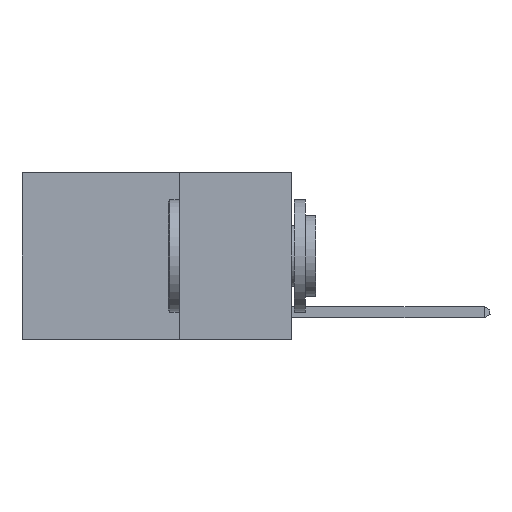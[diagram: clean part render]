
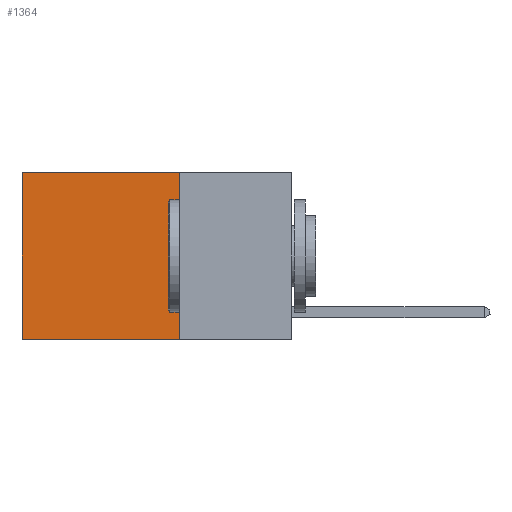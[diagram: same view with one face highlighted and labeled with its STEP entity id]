
A CAD part, left-side view. The second image highlights one B-rep face of the part: STEP entity #1364.
In plain terms, the highlighted planar face has unit normal (-1, 0, 0).
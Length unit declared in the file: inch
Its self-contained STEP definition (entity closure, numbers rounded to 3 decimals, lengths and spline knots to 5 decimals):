
#109 = AXIS2_PLACEMENT_3D ( 'NONE', #5035, #13920, #3854 ) ;
#383 = ORIENTED_EDGE ( 'NONE', *, *, #2179, .F. ) ;
#1054 = CARTESIAN_POINT ( 'NONE',  ( 0.2625, 0.25, -0.37 ) ) ;
#1181 = PLANE ( 'NONE',  #109 ) ;
#1364 = ADVANCED_FACE ( 'NONE', ( #3938 ), #1181, .F. ) ;
#1485 = VECTOR ( 'NONE', #16252, 39.37008 ) ;
#1725 = EDGE_CURVE ( 'NONE', #11177, #5276, #8428, .T. ) ;
#1762 = VERTEX_POINT ( 'NONE', #12075 ) ;
#2137 = DIRECTION ( 'NONE',  ( 0., 1., 0. ) ) ;
#2179 = EDGE_CURVE ( 'NONE', #11183, #5276, #4811, .T. ) ;
#3047 = CARTESIAN_POINT ( 'NONE',  ( 0.2625, 0.25, 0. ) ) ;
#3854 = DIRECTION ( 'NONE',  ( 0., 0., -1. ) ) ;
#3938 = FACE_OUTER_BOUND ( 'NONE', #9392, .T. ) ;
#4811 = LINE ( 'NONE', #1054, #10234 ) ;
#5035 = CARTESIAN_POINT ( 'NONE',  ( 0.2625, 0.25, 0. ) ) ;
#5276 = VERTEX_POINT ( 'NONE', #6103 ) ;
#5319 = EDGE_CURVE ( 'NONE', #1762, #11183, #7525, .T. ) ;
#5442 = ORIENTED_EDGE ( 'NONE', *, *, #1725, .T. ) ;
#6103 = CARTESIAN_POINT ( 'NONE',  ( 0.2625, 0.6, -0.37 ) ) ;
#6363 = EDGE_CURVE ( 'NONE', #1762, #11177, #15538, .T. ) ;
#7525 = LINE ( 'NONE', #15181, #16183 ) ;
#7669 = CARTESIAN_POINT ( 'NONE',  ( 0.2625, 0.6, 0. ) ) ;
#8428 = LINE ( 'NONE', #12409, #1485 ) ;
#8946 = DIRECTION ( 'NONE',  ( 0., 0., -1. ) ) ;
#9392 = EDGE_LOOP ( 'NONE', ( #5442, #383, #12724, #16103 ) ) ;
#10180 = CARTESIAN_POINT ( 'NONE',  ( 0.2625, 0.25, -0.37 ) ) ;
#10234 = VECTOR ( 'NONE', #2137, 39.37008 ) ;
#10464 = DIRECTION ( 'NONE',  ( 0., 1., 0. ) ) ;
#11177 = VERTEX_POINT ( 'NONE', #7669 ) ;
#11183 = VERTEX_POINT ( 'NONE', #10180 ) ;
#12075 = CARTESIAN_POINT ( 'NONE',  ( 0.2625, 0.25, 0. ) ) ;
#12162 = VECTOR ( 'NONE', #10464, 39.37008 ) ;
#12409 = CARTESIAN_POINT ( 'NONE',  ( 0.2625, 0.6, 0. ) ) ;
#12724 = ORIENTED_EDGE ( 'NONE', *, *, #5319, .F. ) ;
#13920 = DIRECTION ( 'NONE',  ( 1., 0., 0. ) ) ;
#15181 = CARTESIAN_POINT ( 'NONE',  ( 0.2625, 0.25, 0. ) ) ;
#15538 = LINE ( 'NONE', #3047, #12162 ) ;
#16103 = ORIENTED_EDGE ( 'NONE', *, *, #6363, .T. ) ;
#16183 = VECTOR ( 'NONE', #8946, 39.37008 ) ;
#16252 = DIRECTION ( 'NONE',  ( 0., 0., -1. ) ) ;
